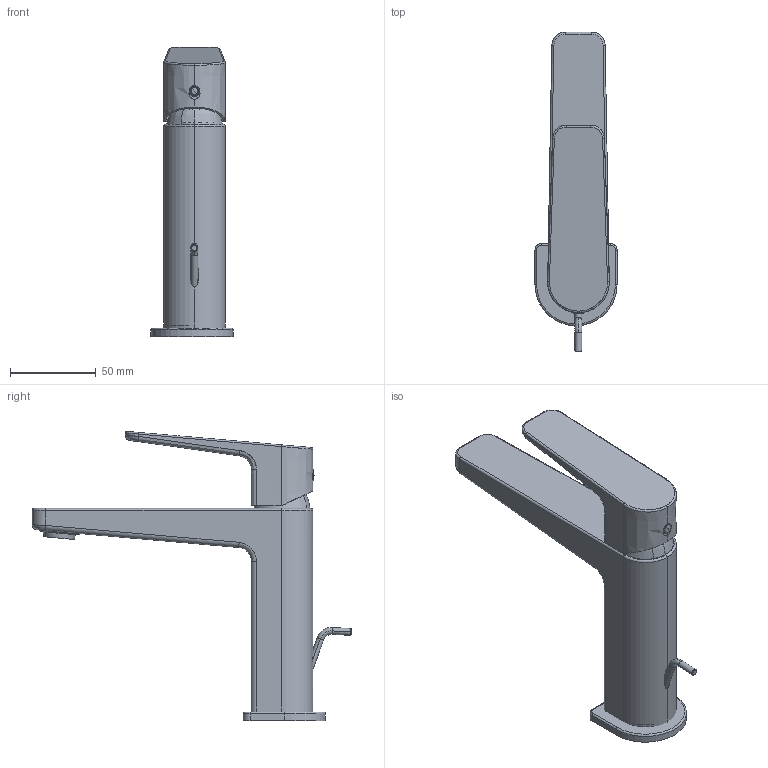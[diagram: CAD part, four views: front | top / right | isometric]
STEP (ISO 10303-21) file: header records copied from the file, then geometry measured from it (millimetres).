
FILE_DESCRIPTION(('CATIA V5 STEP Exchange','CAx-IF Rec.Pracs.--- Model Styling and Organization---1.5--- 2016-08-15','CAx-IF Rec.Pracs.---Supplemental Geometry---1.0---2011-11-01','CAx-IF Rec.Pracs.--- Composite Materials ---3.4---2017-06-13','CAx-IF Rec.Pracs.---Tessellated 3D Geometry---1.0---2015-12-17'),'2;1');
FILE_NAME('RK000494.stp','2023-10-04T15:20:16+00:00',('none'),('none'),'CATIA Version 5-6 Release 2020 SP2','CATIA V5 STEP AP242 v2','none');
FILE_SCHEMA(('AP242_MANAGED_MODEL_BASED_3D_ENGINEERING_MIM_LF {1 0 10303 442 1 1 4}'));
Length unit declared in the file: millimetre
Products named in the file (1): PR.0530.08_AllCATPart
Bounding box: 48 x 186.77 x 169 mm (x, y, z)
Volume: 11486.1 mm3; surface area: 47372.8 mm2
Topology: 5 solids, 80 shells, 246 faces, 832 edges, 682 vertices
Faces by surface type: cylinder 84, plane 73, bspline 39, torus 22, cone 20, revolution 6, sphere 2
Entity records: 13874 total; most frequent: CARTESIAN_POINT 7486, ORIENTED_EDGE 1255, DIRECTION 873, EDGE_CURVE 830, VERTEX_POINT 682, AXIS2_PLACEMENT_3D 416, VECTOR 293, LINE 293
